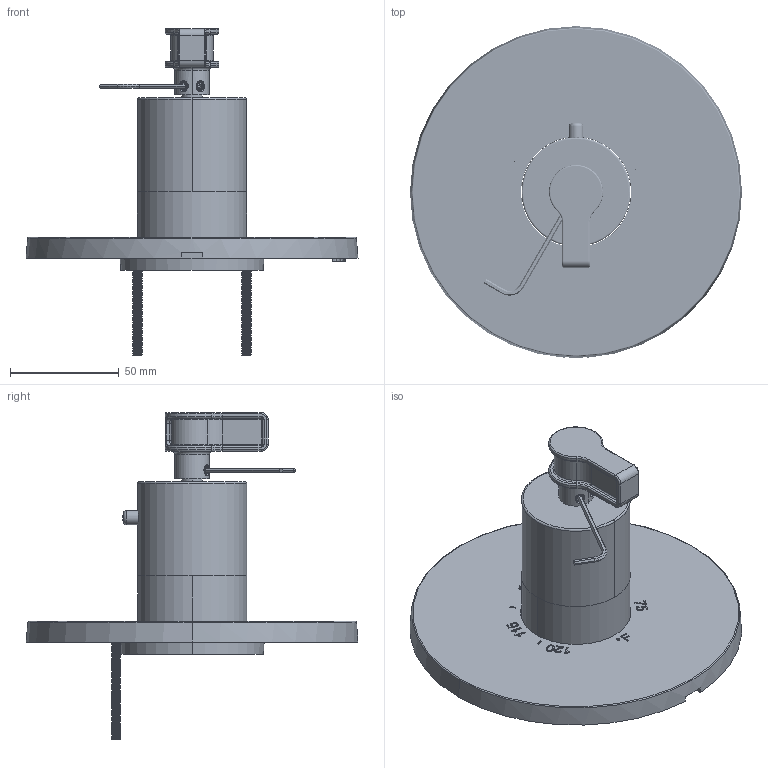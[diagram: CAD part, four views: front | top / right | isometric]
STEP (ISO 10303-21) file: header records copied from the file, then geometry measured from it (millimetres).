
FILE_DESCRIPTION((''),'2;1');
FILE_NAME('3-3274TR_ASM','2025-05-02T12:56:11',('eliu'),(''),'CREO PARAMETRIC BY PTC INC, 2023134','CREO PARAMETRIC BY PTC INC, 2023134','');
FILE_SCHEMA(('CONFIG_CONTROL_DESIGN'));
Length unit declared in the file: inch
Products named in the file (19): 12117; 92075; 91757; H-78_2_FEET; 1-331_ASM; 12120; 11029; 12541; 11555; 92137; 11033; 20-176_ASM; 91308; 92113; 13197; 92000; 10192; 20-461_ASM; 3-3274TR_ASM
Assembly tree (21 placements, depth 3):
  3-3274TR_ASM
    1-331_ASM
      12117
      92075  x2
      91757  x2
      H-78_2_FEET
    12120
    11029
    20-176_ASM
      12541
      11555
      92137
      11033
    91308
    92113
    20-461_ASM
      13197
      92000  x2
      10192
Bounding box: 152.4 x 152.25 x 150.06 mm (x, y, z)
Volume: 135006.9 mm3; surface area: 121232.9 mm2
Topology: 18 solids, 18 shells, 1685 faces, 4417 edges, 2801 vertices
Faces by surface type: cylinder 595, plane 505, bspline 197, extrusion 184, cone 132, torus 60, sphere 8, revolution 4
Entity records: 82443 total; most frequent: CARTESIAN_POINT 48613, ORIENTED_EDGE 7700, DIRECTION 5652, EDGE_CURVE 3850, VERTEX_POINT 2443, AXIS2_PLACEMENT_3D 1939, VECTOR 1770, B_SPLINE_CURVE_WITH_KNOTS 1713
